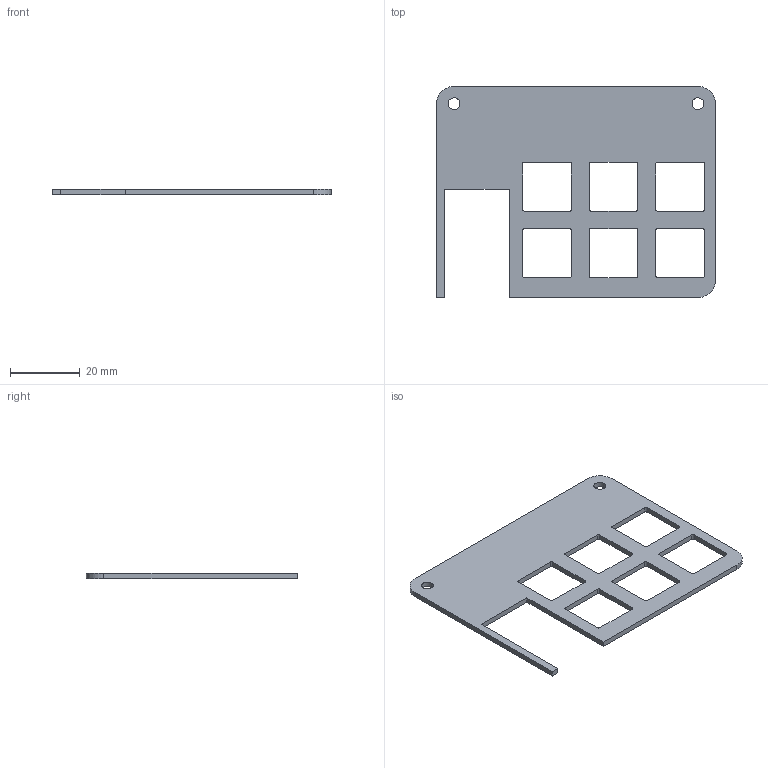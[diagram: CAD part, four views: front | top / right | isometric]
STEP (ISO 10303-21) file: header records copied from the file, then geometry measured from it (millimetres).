
FILE_DESCRIPTION(/* description */ (''),/* implementation_level */ '2;1');
FILE_NAME(/* name */ 'Shayaan_KeyBoard_top_final1.step',/* time_stamp */ '2025-06-04T20:48:32-04:00',/* author */ (''),/* organization */ (''),/* preprocessor_version */ 'ST-DEVELOPER v20.1',/* originating_system */ 'Autodesk Translation Framework v14.10.0.0',/* authorisation */ '');
FILE_SCHEMA (('AUTOMOTIVE_DESIGN { 1 0 10303 214 3 1 1 }'));
Length unit declared in the file: millimetre
Products named in the file (1): 2025-06-04-18-41-46-924
Bounding box: 79.84 x 60.53 x 1.55 mm (x, y, z)
Volume: 4728.4 mm3; surface area: 7168.4 mm2
Topology: 1 solids, 1 shells, 63 faces, 183 edges, 122 vertices
Faces by surface type: plane 34, cylinder 29
Full cylindrical faces by diameter (mm): 3.4 x2
Entity records: 2160 total; most frequent: DIRECTION 369, CARTESIAN_POINT 369, ORIENTED_EDGE 366, EDGE_CURVE 183, LINE 125, VECTOR 125, VERTEX_POINT 122, AXIS2_PLACEMENT_3D 122
